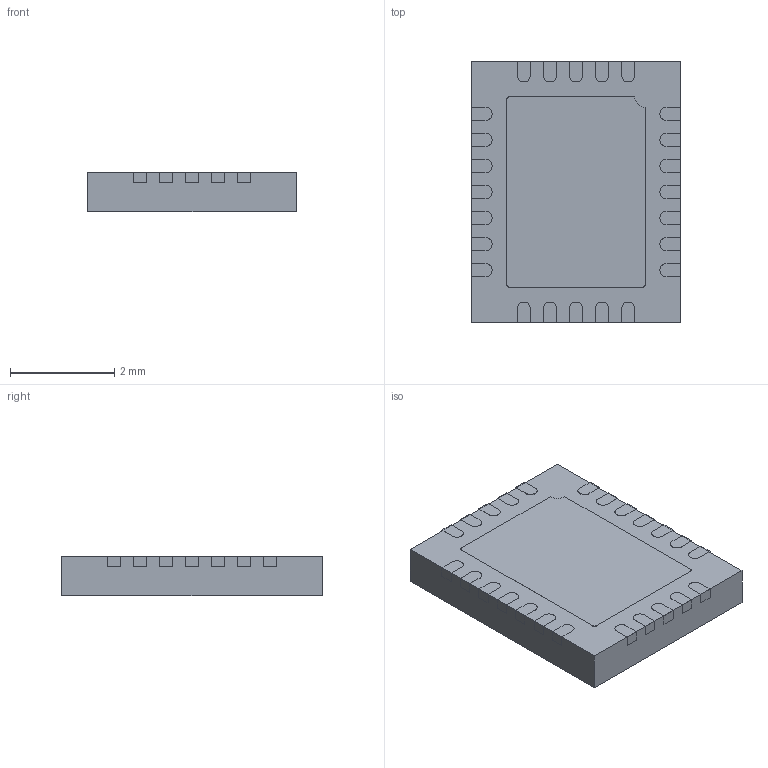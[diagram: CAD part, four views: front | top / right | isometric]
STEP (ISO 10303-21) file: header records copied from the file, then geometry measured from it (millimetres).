
FILE_DESCRIPTION (( 'STEP AP214' ), '1' );
FILE_NAME ('User Library-QFN24_4x5x075.STEP', '2020-04-05T00:38:02', ( '' ), ( '' ), 'SwSTEP 2.0', 'SolidWorks 2019', '' );
FILE_SCHEMA (( 'AUTOMOTIVE_DESIGN' ));
Length unit declared in the file: millimetre
Products named in the file (4): Body_4x5x075___ _________; pad___ _________; pin___ _________; User Library-QFN24_4x5x075
Assembly tree (26 placements, depth 2):
  User Library-QFN24_4x5x075
    Body_4x5x075___ _________
    pin___ _________  x24
    pad___ _________
Bounding box: 4.02 x 5.02 x 0.76 mm (x, y, z)
Surface area: 85.6 mm2
Topology: 26 solids, 26 shells, 211 faces, 474 edges, 316 vertices
Faces by surface type: plane 157, cylinder 54
Entity records: 1231 total; most frequent: DIRECTION 188, CARTESIAN_POINT 156, ORIENTED_EDGE 120, AXIS2_PLACEMENT_3D 72, EDGE_CURVE 60, LINE 44, VECTOR 44, VERTEX_POINT 40
